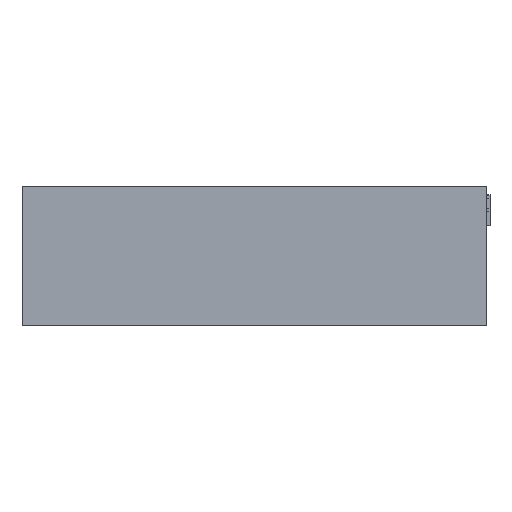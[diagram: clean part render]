
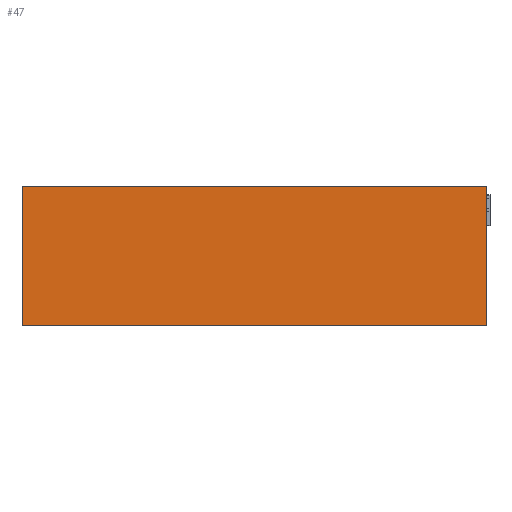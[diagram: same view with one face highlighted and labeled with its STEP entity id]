
A CAD part, left-side view. The second image highlights one B-rep face of the part: STEP entity #47.
In plain terms, the highlighted planar face has unit normal (-1, 0, 0).
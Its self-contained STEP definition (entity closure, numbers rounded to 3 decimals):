
#47 = ADVANCED_FACE( '', ( #389 ), #390, .F. );
#389 = FACE_OUTER_BOUND( '', #1081, .T. );
#390 = PLANE( '', #1082 );
#1081 = EDGE_LOOP( '', ( #5144, #5145, #5146, #5147 ) );
#1082 = AXIS2_PLACEMENT_3D( '', #5148, #5149, #5150 );
#5144 = ORIENTED_EDGE( '', *, *, #7508, .T. );
#5145 = ORIENTED_EDGE( '', *, *, #7509, .F. );
#5146 = ORIENTED_EDGE( '', *, *, #7510, .F. );
#5147 = ORIENTED_EDGE( '', *, *, #7465, .T. );
#5148 = CARTESIAN_POINT( '', ( -476.25, -190.5, 30.871 ) );
#5149 = DIRECTION( '', ( 1., 0., 0. ) );
#5150 = DIRECTION( '', ( 0., 0., -1. ) );
#7465 = EDGE_CURVE( '', #8256, #8254, #8257, .T. );
#7508 = EDGE_CURVE( '', #8254, #8341, #8342, .T. );
#7509 = EDGE_CURVE( '', #8343, #8341, #8344, .T. );
#7510 = EDGE_CURVE( '', #8256, #8343, #8345, .T. );
#8254 = VERTEX_POINT( '', #9509 );
#8256 = VERTEX_POINT( '', #9512 );
#8257 = LINE( '', #9513, #9514 );
#8341 = VERTEX_POINT( '', #9838 );
#8342 = LINE( '', #9839, #9840 );
#8343 = VERTEX_POINT( '', #9841 );
#8344 = LINE( '', #9842, #9843 );
#8345 = LINE( '', #9844, #9845 );
#9509 = CARTESIAN_POINT( '', ( -476.25, 190.5, 30.871 ) );
#9512 = CARTESIAN_POINT( '', ( -476.25, -190.5, 30.871 ) );
#9513 = CARTESIAN_POINT( '', ( -476.25, -190.5, 30.871 ) );
#9514 = VECTOR( '', #13620, 1000. );
#9838 = CARTESIAN_POINT( '', ( -476.25, 190.5, -83.429 ) );
#9839 = CARTESIAN_POINT( '', ( -476.25, 190.5, 30.871 ) );
#9840 = VECTOR( '', #13643, 1000. );
#9841 = CARTESIAN_POINT( '', ( -476.25, -190.5, -83.429 ) );
#9842 = CARTESIAN_POINT( '', ( -476.25, -190.5, -83.429 ) );
#9843 = VECTOR( '', #13644, 1000. );
#9844 = CARTESIAN_POINT( '', ( -476.25, -190.5, 30.871 ) );
#9845 = VECTOR( '', #13645, 1000. );
#13620 = DIRECTION( '', ( 0., 1., 0. ) );
#13643 = DIRECTION( '', ( 0., 0., -1. ) );
#13644 = DIRECTION( '', ( 0., 1., 0. ) );
#13645 = DIRECTION( '', ( 0., 0., -1. ) );
